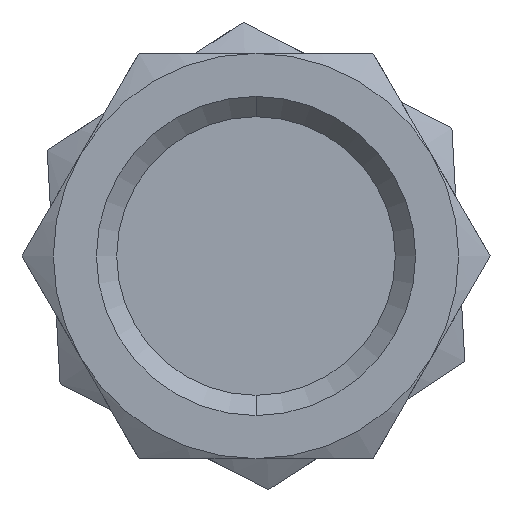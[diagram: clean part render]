
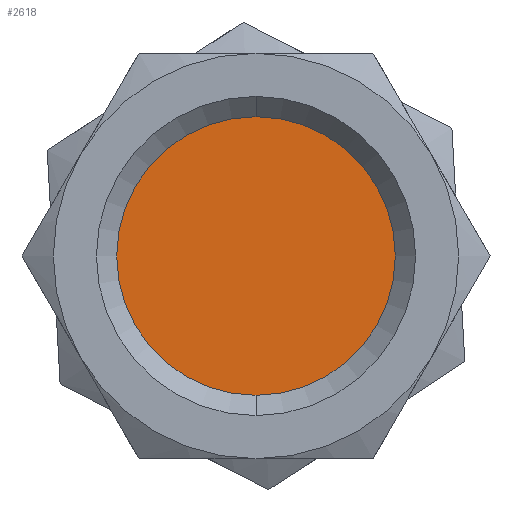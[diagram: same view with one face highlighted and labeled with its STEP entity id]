
A CAD part, front view. The second image highlights one B-rep face of the part: STEP entity #2618.
In plain terms, the highlighted planar face has unit normal (0, -1, 0).
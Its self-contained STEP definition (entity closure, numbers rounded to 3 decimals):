
#134 = VERTEX_POINT ( 'NONE', #2501 ) ;
#143 = VERTEX_POINT ( 'NONE', #2506 ) ;
#322 = EDGE_LOOP ( 'NONE', ( #380, #381 ) ) ;
#380 = ORIENTED_EDGE ( 'NONE', *, *, #1420, .T. ) ;
#381 = ORIENTED_EDGE ( 'NONE', *, *, #1958, .T. ) ;
#469 = CARTESIAN_POINT ( 'NONE',  ( 0., 12., 0. ) ) ;
#471 = PLANE ( 'NONE',  #1510 ) ;
#473 = DIRECTION ( 'NONE',  ( 0., -1., 0. ) ) ;
#474 = DIRECTION ( 'NONE',  ( 0., 0., -1. ) ) ;
#800 = CIRCLE ( 'NONE', #1428, 8.25 ) ;
#907 = CIRCLE ( 'NONE', #1445, 8.25 ) ;
#1268 = FACE_OUTER_BOUND ( 'NONE', #322, .T. ) ;
#1420 = EDGE_CURVE ( 'NONE', #143, #134, #800, .T. ) ;
#1428 = AXIS2_PLACEMENT_3D ( 'NONE', #2213, #2214, #2215 ) ;
#1445 = AXIS2_PLACEMENT_3D ( 'NONE', #2786, #2787, #2788 ) ;
#1510 = AXIS2_PLACEMENT_3D ( 'NONE', #469, #473, #474 ) ;
#1958 = EDGE_CURVE ( 'NONE', #134, #143, #907, .T. ) ;
#2213 = CARTESIAN_POINT ( 'NONE',  ( 0., 12., 0. ) ) ;
#2214 = DIRECTION ( 'NONE',  ( 0., -1., 0. ) ) ;
#2215 = DIRECTION ( 'NONE',  ( 0., 0., -1. ) ) ;
#2501 = CARTESIAN_POINT ( 'NONE',  ( 0., 12., 8.25 ) ) ;
#2506 = CARTESIAN_POINT ( 'NONE',  ( 0., 12., -8.25 ) ) ;
#2618 = ADVANCED_FACE ( 'NONE', ( #1268 ), #471, .T. ) ;
#2786 = CARTESIAN_POINT ( 'NONE',  ( 0., 12., 0. ) ) ;
#2787 = DIRECTION ( 'NONE',  ( 0., -1., 0. ) ) ;
#2788 = DIRECTION ( 'NONE',  ( 0., 0., -1. ) ) ;
